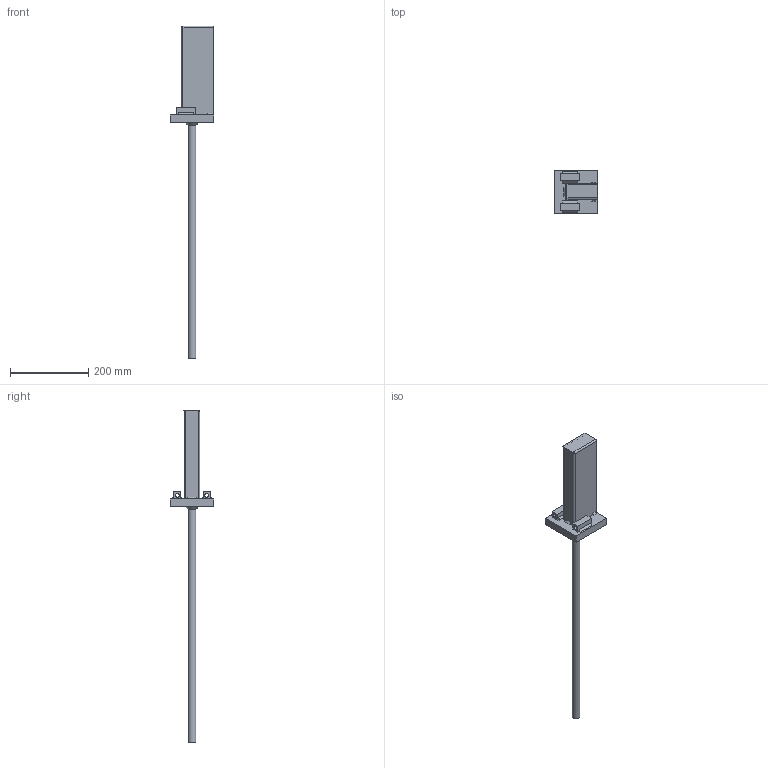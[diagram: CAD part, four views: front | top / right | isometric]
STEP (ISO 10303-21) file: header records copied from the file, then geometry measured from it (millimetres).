
FILE_DESCRIPTION(/* description */ (''),/* implementation_level */ '2;1');
FILE_NAME(/* name */ 'SF 225 Column unit.stp',/* time_stamp */ '2021-05-27T08:50:24+02:00',/* author */ ('Bruker'),/* organization */ (''),/* preprocessor_version */ 'ST-DEVELOPER v18.1',/* originating_system */ 'Autodesk Inventor 2021',/* authorisation */ '');
FILE_SCHEMA (('AUTOMOTIVE_DESIGN { 1 0 10303 214 3 1 1 }'));
Length unit declared in the file: millimetre
Products named in the file (7): SF 225 Column unit; SF 225 Column unit_1; SF 225-1 U-channel; SF 225-2 Steel plate; SF 300-3 Threaded insert; SF 300-4 reinforcement bar; SF 300-5 Round steel
Assembly tree (7 placements, depth 2):
  SF 225 Column unit
    SF 225 Column unit_1
    SF 225-1 U-channel
    SF 225-2 Steel plate
    SF 300-3 Threaded insert  x2
    SF 300-4 reinforcement bar
    SF 300-5 Round steel
Bounding box: 110 x 110 x 847 mm (x, y, z)
Volume: 555910.5 mm3; surface area: 186280.1 mm2
Topology: 15 solids, 15 shells, 106 faces, 201 edges, 124 vertices
Faces by surface type: plane 93, cylinder 12, cone 1
Full cylindrical faces by diameter (mm): 8 x1, 10.106 x2, 20 x2
Entity records: 2759 total; most frequent: CARTESIAN_POINT 471, DIRECTION 437, ORIENTED_EDGE 372, EDGE_CURVE 186, LINE 159, VECTOR 159, AXIS2_PLACEMENT_3D 139, VERTEX_POINT 114
